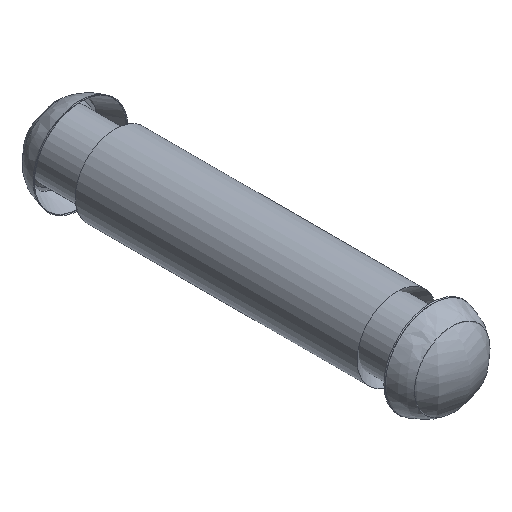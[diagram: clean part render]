
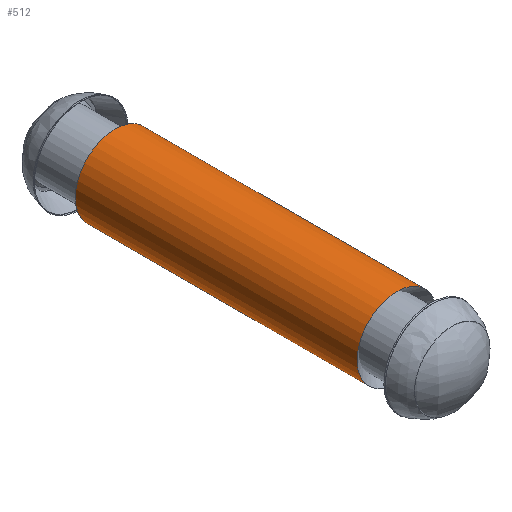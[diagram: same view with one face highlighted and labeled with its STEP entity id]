
A CAD part, isometric view. The second image highlights one B-rep face of the part: STEP entity #512.
In plain terms, the highlighted cylindrical face has radius 11.906 mm (diameter 23.812 mm), a full revolution.
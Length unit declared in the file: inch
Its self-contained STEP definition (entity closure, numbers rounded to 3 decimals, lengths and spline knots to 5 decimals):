
#6 = EDGE_LOOP ( 'NONE', ( #321 ) ) ;
#16 = DIRECTION ( 'NONE',  ( 0., -1., 0. ) ) ;
#17 = CARTESIAN_POINT ( 'NONE',  ( 0., 0.30825, -0.46875 ) ) ;
#20 = EDGE_CURVE ( 'NONE', #336, #336, #123, .T. ) ;
#22 = DIRECTION ( 'NONE',  ( 0., 0., -1. ) ) ;
#66 = FACE_OUTER_BOUND ( 'NONE', #557, .T. ) ;
#88 = CIRCLE ( 'NONE', #427, 0.46875 ) ;
#121 = VERTEX_POINT ( 'NONE', #299 ) ;
#123 = CIRCLE ( 'NONE', #508, 0.46875 ) ;
#151 = CARTESIAN_POINT ( 'NONE',  ( 0., 3.62875, 0. ) ) ;
#234 = CARTESIAN_POINT ( 'NONE',  ( 0., 0.30825, 0. ) ) ;
#238 = DIRECTION ( 'NONE',  ( 0., 0., -1. ) ) ;
#246 = CARTESIAN_POINT ( 'NONE',  ( 0., -2.3622, 0. ) ) ;
#248 = CYLINDRICAL_SURFACE ( 'NONE', #476, 0.46875 ) ;
#280 = ORIENTED_EDGE ( 'NONE', *, *, #425, .F. ) ;
#299 = CARTESIAN_POINT ( 'NONE',  ( 0., 3.62875, -0.46875 ) ) ;
#321 = ORIENTED_EDGE ( 'NONE', *, *, #20, .F. ) ;
#334 = DIRECTION ( 'NONE',  ( 0., 1., 0. ) ) ;
#336 = VERTEX_POINT ( 'NONE', #17 ) ;
#340 = DIRECTION ( 'NONE',  ( 0., 0., -1. ) ) ;
#425 = EDGE_CURVE ( 'NONE', #121, #121, #88, .T. ) ;
#427 = AXIS2_PLACEMENT_3D ( 'NONE', #151, #334, #340 ) ;
#476 = AXIS2_PLACEMENT_3D ( 'NONE', #246, #486, #22 ) ;
#478 = FACE_OUTER_BOUND ( 'NONE', #6, .T. ) ;
#486 = DIRECTION ( 'NONE',  ( 0., -1., 0. ) ) ;
#508 = AXIS2_PLACEMENT_3D ( 'NONE', #234, #16, #238 ) ;
#512 = ADVANCED_FACE ( 'NONE', ( #478, #66 ), #248, .T. ) ;
#557 = EDGE_LOOP ( 'NONE', ( #280 ) ) ;
